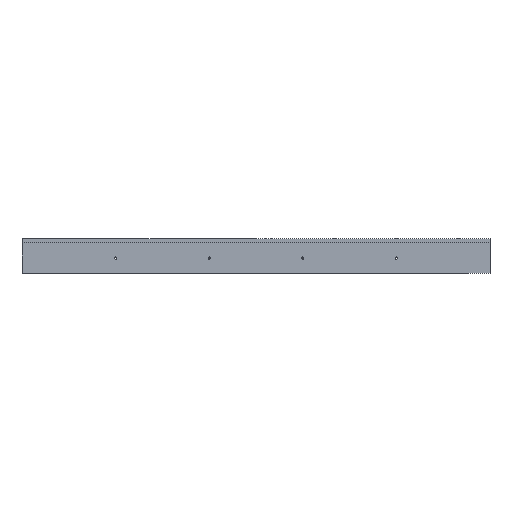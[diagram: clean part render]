
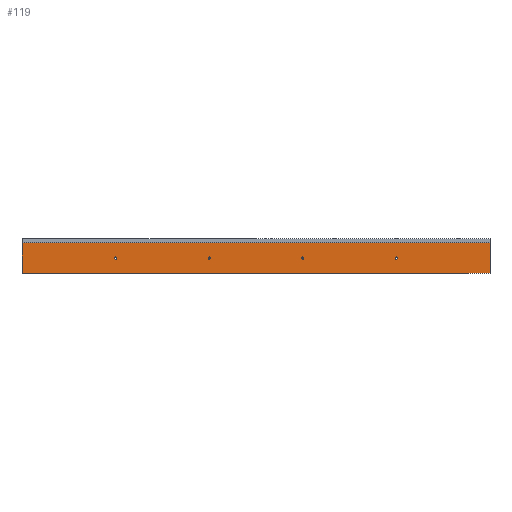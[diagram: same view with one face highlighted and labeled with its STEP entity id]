
A CAD part, left-side view. The second image highlights one B-rep face of the part: STEP entity #119.
In plain terms, the highlighted planar face has unit normal (-1, 0, 0).
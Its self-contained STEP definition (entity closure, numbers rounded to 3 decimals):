
#22 = VERTEX_POINT('',#23);
#23 = CARTESIAN_POINT('',(-675.,-675.,0.));
#40 = VERTEX_POINT('',#41);
#41 = CARTESIAN_POINT('',(-675.,675.,0.));
#47 = EDGE_CURVE('',#22,#40,#48,.T.);
#48 = LINE('',#49,#50);
#49 = CARTESIAN_POINT('',(-675.,-675.,0.));
#50 = VECTOR('',#51,1.);
#51 = DIRECTION('',(0.,1.,0.));
#119 = ADVANCED_FACE('',(#120,#145,#156,#167,#178),#189,.F.);
#120 = FACE_BOUND('',#121,.F.);
#121 = EDGE_LOOP('',(#122,#130,#138,#144));
#122 = ORIENTED_EDGE('',*,*,#123,.T.);
#123 = EDGE_CURVE('',#22,#124,#126,.T.);
#124 = VERTEX_POINT('',#125);
#125 = CARTESIAN_POINT('',(-675.,-675.,-88.9));
#126 = LINE('',#127,#128);
#127 = CARTESIAN_POINT('',(-675.,-675.,0.));
#128 = VECTOR('',#129,1.);
#129 = DIRECTION('',(0.,0.,-1.));
#130 = ORIENTED_EDGE('',*,*,#131,.T.);
#131 = EDGE_CURVE('',#124,#132,#134,.T.);
#132 = VERTEX_POINT('',#133);
#133 = CARTESIAN_POINT('',(-675.,675.,-88.9));
#134 = LINE('',#135,#136);
#135 = CARTESIAN_POINT('',(-675.,-675.,-88.9));
#136 = VECTOR('',#137,1.);
#137 = DIRECTION('',(0.,1.,0.));
#138 = ORIENTED_EDGE('',*,*,#139,.F.);
#139 = EDGE_CURVE('',#40,#132,#140,.T.);
#140 = LINE('',#141,#142);
#141 = CARTESIAN_POINT('',(-675.,675.,0.));
#142 = VECTOR('',#143,1.);
#143 = DIRECTION('',(0.,0.,-1.));
#144 = ORIENTED_EDGE('',*,*,#47,.F.);
#145 = FACE_BOUND('',#146,.F.);
#146 = EDGE_LOOP('',(#147));
#147 = ORIENTED_EDGE('',*,*,#148,.F.);
#148 = EDGE_CURVE('',#149,#149,#151,.T.);
#149 = VERTEX_POINT('',#150);
#150 = CARTESIAN_POINT('',(-675.,-401.825,-44.45));
#151 = CIRCLE('',#152,3.175);
#152 = AXIS2_PLACEMENT_3D('',#153,#154,#155);
#153 = CARTESIAN_POINT('',(-675.,-405.,-44.45));
#154 = DIRECTION('',(1.,0.,0.));
#155 = DIRECTION('',(-0.,1.,0.));
#156 = FACE_BOUND('',#157,.F.);
#157 = EDGE_LOOP('',(#158));
#158 = ORIENTED_EDGE('',*,*,#159,.F.);
#159 = EDGE_CURVE('',#160,#160,#162,.T.);
#160 = VERTEX_POINT('',#161);
#161 = CARTESIAN_POINT('',(-675.,-131.825,-44.45));
#162 = CIRCLE('',#163,3.175);
#163 = AXIS2_PLACEMENT_3D('',#164,#165,#166);
#164 = CARTESIAN_POINT('',(-675.,-135.,-44.45));
#165 = DIRECTION('',(1.,0.,0.));
#166 = DIRECTION('',(-0.,1.,0.));
#167 = FACE_BOUND('',#168,.F.);
#168 = EDGE_LOOP('',(#169));
#169 = ORIENTED_EDGE('',*,*,#170,.F.);
#170 = EDGE_CURVE('',#171,#171,#173,.T.);
#171 = VERTEX_POINT('',#172);
#172 = CARTESIAN_POINT('',(-675.,138.175,-44.45));
#173 = CIRCLE('',#174,3.175);
#174 = AXIS2_PLACEMENT_3D('',#175,#176,#177);
#175 = CARTESIAN_POINT('',(-675.,135.,-44.45));
#176 = DIRECTION('',(1.,0.,0.));
#177 = DIRECTION('',(-0.,1.,0.));
#178 = FACE_BOUND('',#179,.F.);
#179 = EDGE_LOOP('',(#180));
#180 = ORIENTED_EDGE('',*,*,#181,.F.);
#181 = EDGE_CURVE('',#182,#182,#184,.T.);
#182 = VERTEX_POINT('',#183);
#183 = CARTESIAN_POINT('',(-675.,408.175,-44.45));
#184 = CIRCLE('',#185,3.175);
#185 = AXIS2_PLACEMENT_3D('',#186,#187,#188);
#186 = CARTESIAN_POINT('',(-675.,405.,-44.45));
#187 = DIRECTION('',(1.,0.,0.));
#188 = DIRECTION('',(-0.,1.,0.));
#189 = PLANE('',#190);
#190 = AXIS2_PLACEMENT_3D('',#191,#192,#193);
#191 = CARTESIAN_POINT('',(-675.,-675.,0.));
#192 = DIRECTION('',(1.,0.,0.));
#193 = DIRECTION('',(0.,1.,0.));
